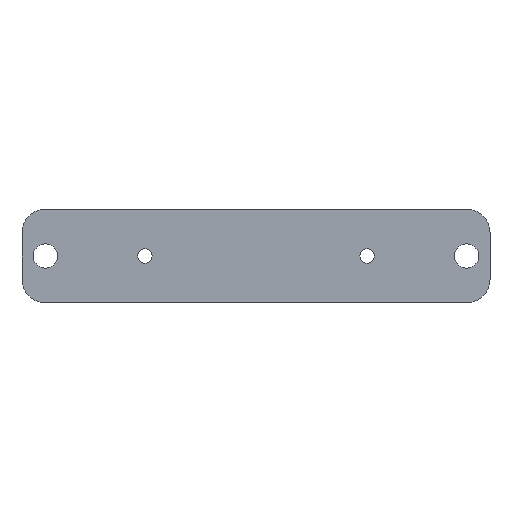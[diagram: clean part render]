
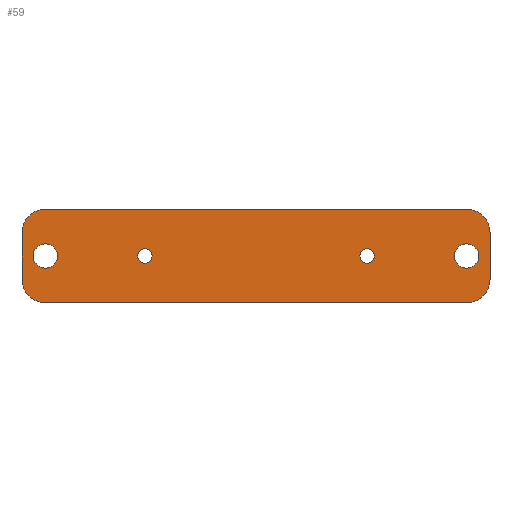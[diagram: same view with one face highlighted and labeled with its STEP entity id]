
A CAD part, top view. The second image highlights one B-rep face of the part: STEP entity #59.
In plain terms, the highlighted planar face has unit normal (0, 0, 1).
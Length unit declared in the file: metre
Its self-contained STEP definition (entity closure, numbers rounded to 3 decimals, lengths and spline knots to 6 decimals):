
#59 = ADVANCED_FACE( '', ( #95, #96, #97, #98, #99 ), #100, .T. );
#95 = FACE_BOUND( '', #143, .T. );
#96 = FACE_BOUND( '', #144, .T. );
#97 = FACE_BOUND( '', #145, .T. );
#98 = FACE_BOUND( '', #146, .T. );
#99 = FACE_OUTER_BOUND( '', #147, .T. );
#100 = PLANE( '', #148 );
#143 = EDGE_LOOP( '', ( #268 ) );
#144 = EDGE_LOOP( '', ( #269 ) );
#145 = EDGE_LOOP( '', ( #270 ) );
#146 = EDGE_LOOP( '', ( #271 ) );
#147 = EDGE_LOOP( '', ( #272, #273, #274, #275, #276, #277, #278, #279 ) );
#148 = AXIS2_PLACEMENT_3D( '', #280, #281, #282 );
#268 = ORIENTED_EDGE( '', *, *, #343, .F. );
#269 = ORIENTED_EDGE( '', *, *, #344, .F. );
#270 = ORIENTED_EDGE( '', *, *, #345, .F. );
#271 = ORIENTED_EDGE( '', *, *, #346, .F. );
#272 = ORIENTED_EDGE( '', *, *, #341, .F. );
#273 = ORIENTED_EDGE( '', *, *, #327, .T. );
#274 = ORIENTED_EDGE( '', *, *, #311, .T. );
#275 = ORIENTED_EDGE( '', *, *, #329, .T. );
#276 = ORIENTED_EDGE( '', *, *, #342, .T. );
#277 = ORIENTED_EDGE( '', *, *, #335, .T. );
#278 = ORIENTED_EDGE( '', *, *, #339, .F. );
#279 = ORIENTED_EDGE( '', *, *, #333, .T. );
#280 = CARTESIAN_POINT( '', ( 0.1, 0.147085, 0.002 ) );
#281 = DIRECTION( '', ( 0., 0., 1. ) );
#282 = DIRECTION( '', ( 1., 0., 0. ) );
#311 = EDGE_CURVE( '', #363, #364, #365, .T. );
#327 = EDGE_CURVE( '', #391, #363, #392, .T. );
#329 = EDGE_CURVE( '', #364, #394, #395, .T. );
#333 = EDGE_CURVE( '', #402, #400, #403, .T. );
#335 = EDGE_CURVE( '', #405, #406, #407, .T. );
#339 = EDGE_CURVE( '', #402, #406, #411, .T. );
#341 = EDGE_CURVE( '', #391, #400, #413, .T. );
#342 = EDGE_CURVE( '', #394, #405, #414, .T. );
#343 = EDGE_CURVE( '', #415, #415, #416, .T. );
#344 = EDGE_CURVE( '', #417, #417, #418, .T. );
#345 = EDGE_CURVE( '', #419, #419, #420, .T. );
#346 = EDGE_CURVE( '', #421, #421, #422, .T. );
#363 = VERTEX_POINT( '', #443 );
#364 = VERTEX_POINT( '', #444 );
#365 = LINE( '', #445, #446 );
#391 = VERTEX_POINT( '', #484 );
#392 = CIRCLE( '', #485, 0.005 );
#394 = VERTEX_POINT( '', #488 );
#395 = CIRCLE( '', #489, 0.005 );
#400 = VERTEX_POINT( '', #495 );
#402 = VERTEX_POINT( '', #498 );
#403 = CIRCLE( '', #499, 0.005 );
#405 = VERTEX_POINT( '', #502 );
#406 = VERTEX_POINT( '', #503 );
#407 = CIRCLE( '', #504, 0.005 );
#411 = LINE( '', #511, #512 );
#413 = LINE( '', #515, #516 );
#414 = LINE( '', #517, #518 );
#415 = VERTEX_POINT( '', #519 );
#416 = CIRCLE( '', #520, 0.0026 );
#417 = VERTEX_POINT( '', #521 );
#418 = CIRCLE( '', #522, 0.00155 );
#419 = VERTEX_POINT( '', #523 );
#420 = CIRCLE( '', #524, 0.00155 );
#421 = VERTEX_POINT( '', #525 );
#422 = CIRCLE( '', #526, 0.0026 );
#443 = CARTESIAN_POINT( '', ( 0.1, -0.005, 0.002 ) );
#444 = CARTESIAN_POINT( '', ( 0.1, 0.005, 0.002 ) );
#445 = CARTESIAN_POINT( '', ( 0.1, 0.147085, 0.002 ) );
#446 = VECTOR( '', #543, 1. );
#484 = CARTESIAN_POINT( '', ( 0.095, -0.01, 0.002 ) );
#485 = AXIS2_PLACEMENT_3D( '', #565, #566, #567 );
#488 = CARTESIAN_POINT( '', ( 0.095, 0.01, 0.002 ) );
#489 = AXIS2_PLACEMENT_3D( '', #569, #570, #571 );
#495 = CARTESIAN_POINT( '', ( 0.005, -0.01, 0.002 ) );
#498 = CARTESIAN_POINT( '', ( 0., -0.005, 0.002 ) );
#499 = AXIS2_PLACEMENT_3D( '', #577, #578, #579 );
#502 = CARTESIAN_POINT( '', ( 0.005, 0.01, 0.002 ) );
#503 = CARTESIAN_POINT( '', ( 0., 0.005, 0.002 ) );
#504 = AXIS2_PLACEMENT_3D( '', #581, #582, #583 );
#511 = CARTESIAN_POINT( '', ( 0., 0.147085, 0.002 ) );
#512 = VECTOR( '', #587, 1. );
#515 = CARTESIAN_POINT( '', ( 0.1, -0.01, 0.002 ) );
#516 = VECTOR( '', #589, 1. );
#517 = CARTESIAN_POINT( '', ( 0.1, 0.01, 0.002 ) );
#518 = VECTOR( '', #590, 1. );
#519 = CARTESIAN_POINT( '', ( 0.0076, 0., 0.002 ) );
#520 = AXIS2_PLACEMENT_3D( '', #591, #592, #593 );
#521 = CARTESIAN_POINT( '', ( 0.0753, 0., 0.002 ) );
#522 = AXIS2_PLACEMENT_3D( '', #594, #595, #596 );
#523 = CARTESIAN_POINT( '', ( 0.0278, 0., 0.002 ) );
#524 = AXIS2_PLACEMENT_3D( '', #597, #598, #599 );
#525 = CARTESIAN_POINT( '', ( 0.0976, 0., 0.002 ) );
#526 = AXIS2_PLACEMENT_3D( '', #600, #601, #602 );
#543 = DIRECTION( '', ( 0., 1., 0. ) );
#565 = CARTESIAN_POINT( '', ( 0.095, -0.005, 0.002 ) );
#566 = DIRECTION( '', ( 0., 0., 1. ) );
#567 = DIRECTION( '', ( 1., 0., 0. ) );
#569 = CARTESIAN_POINT( '', ( 0.095, 0.005, 0.002 ) );
#570 = DIRECTION( '', ( 0., 0., 1. ) );
#571 = DIRECTION( '', ( 1., 0., 0. ) );
#577 = CARTESIAN_POINT( '', ( 0.005, -0.005, 0.002 ) );
#578 = DIRECTION( '', ( 0., 0., 1. ) );
#579 = DIRECTION( '', ( 1., 0., 0. ) );
#581 = CARTESIAN_POINT( '', ( 0.005, 0.005, 0.002 ) );
#582 = DIRECTION( '', ( 0., 0., 1. ) );
#583 = DIRECTION( '', ( 1., 0., 0. ) );
#587 = DIRECTION( '', ( 0., 1., 0. ) );
#589 = DIRECTION( '', ( -1., 0., 0. ) );
#590 = DIRECTION( '', ( -1., 0., 0. ) );
#591 = CARTESIAN_POINT( '', ( 0.005, 0., 0.002 ) );
#592 = DIRECTION( '', ( 0., 0., 1. ) );
#593 = DIRECTION( '', ( 1., 0., 0. ) );
#594 = CARTESIAN_POINT( '', ( 0.07375, 0., 0.002 ) );
#595 = DIRECTION( '', ( 0., 0., 1. ) );
#596 = DIRECTION( '', ( 1., 0., 0. ) );
#597 = CARTESIAN_POINT( '', ( 0.02625, 0., 0.002 ) );
#598 = DIRECTION( '', ( 0., 0., 1. ) );
#599 = DIRECTION( '', ( 1., 0., 0. ) );
#600 = CARTESIAN_POINT( '', ( 0.095, 0., 0.002 ) );
#601 = DIRECTION( '', ( 0., 0., 1. ) );
#602 = DIRECTION( '', ( 1., 0., 0. ) );
